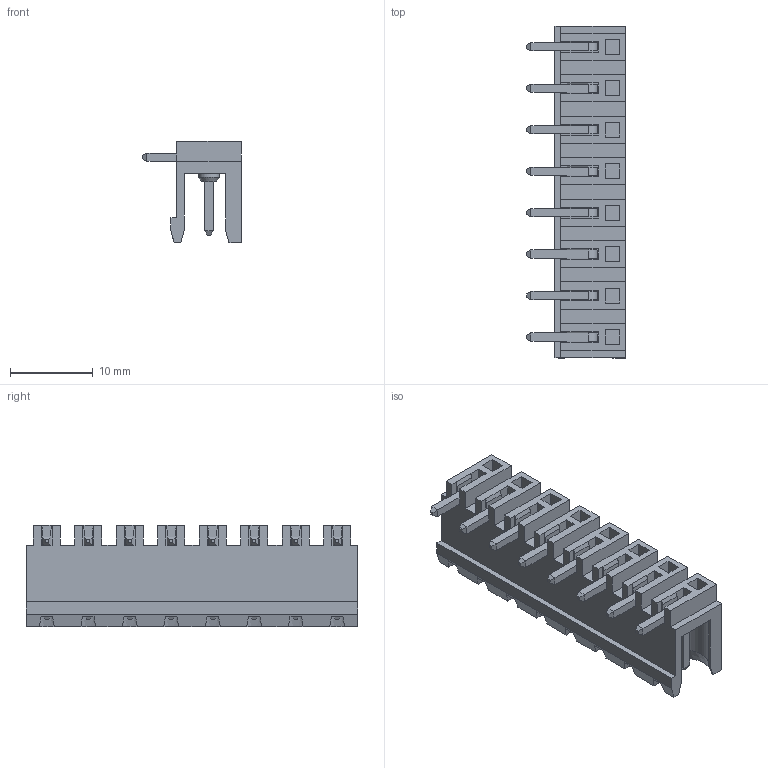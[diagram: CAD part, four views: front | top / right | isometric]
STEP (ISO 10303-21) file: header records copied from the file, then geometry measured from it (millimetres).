
FILE_DESCRIPTION( ( 'STEP AP214' ), '1' );
FILE_NAME( 'PV08-5-HR.stp', ' ', ( ' ' ), ( ' ' ), 'PSStep 14.0', 'VISI 19.0', ' ' );
FILE_SCHEMA( ( 'AUTOMOTIVE_DESIGN { 1 0 10303 214 1 1 1 1 }' ) );
Length unit declared in the file: millimetre
Products named in the file (1): 1
Bounding box: 11.9 x 40 x 12.2 mm (x, y, z)
Volume: 1691.2 mm3; surface area: 3297.3 mm2
Topology: 1 solids, 1 shells, 473 faces, 1181 edges, 734 vertices
Faces by surface type: plane 433, cylinder 24, cone 16
Full cylindrical faces by diameter (mm): 2.5 x8
Entity records: 17304 total; most frequent: CARTESIAN_POINT 2405, ORIENTED_EDGE 2314, DIRECTION 2153, EDGE_CURVE 1157, LINE 1077, VECTOR 1077, VERTEX_POINT 726, AXIS2_PLACEMENT_3D 538
